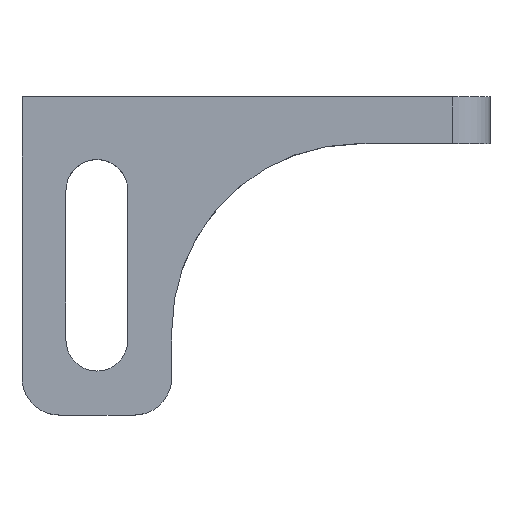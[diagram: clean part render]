
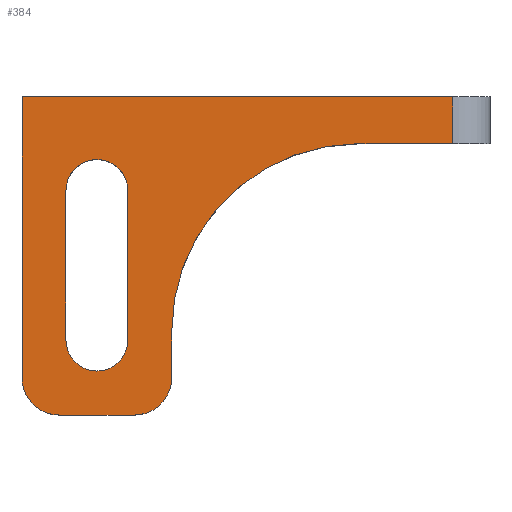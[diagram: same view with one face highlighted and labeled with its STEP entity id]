
A CAD part, top view. The second image highlights one B-rep face of the part: STEP entity #384.
In plain terms, the highlighted planar face has unit normal (0, 0, 1).
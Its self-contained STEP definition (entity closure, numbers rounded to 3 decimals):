
#15=FACE_BOUND('',#61,.T.);
#24=PLANE('',#428);
#40=FACE_OUTER_BOUND('',#60,.T.);
#60=EDGE_LOOP('',(#303,#304,#305,#306,#307,#308,#309,#310,#311));
#61=EDGE_LOOP('',(#312,#313,#314,#315));
#71=LINE('',#563,#107);
#76=LINE('',#575,#112);
#86=LINE('',#620,#122);
#92=LINE('',#672,#128);
#95=LINE('',#677,#131);
#96=LINE('',#680,#132);
#97=LINE('',#686,#133);
#98=LINE('',#689,#134);
#107=VECTOR('',#451,10.);
#112=VECTOR('',#462,10.);
#122=VECTOR('',#488,10.);
#128=VECTOR('',#508,10.);
#131=VECTOR('',#513,10.);
#132=VECTOR('',#516,10.);
#133=VECTOR('',#521,10.);
#134=VECTOR('',#524,10.);
#152=CIRCLE('',#426,2.);
#153=CIRCLE('',#429,2.);
#154=CIRCLE('',#430,10.);
#155=CIRCLE('',#431,1.65);
#156=CIRCLE('',#432,1.65);
#161=VERTEX_POINT('',#560);
#162=VERTEX_POINT('',#562);
#166=VERTEX_POINT('',#574);
#176=VERTEX_POINT('',#617);
#177=VERTEX_POINT('',#619);
#185=VERTEX_POINT('',#665);
#186=VERTEX_POINT('',#667);
#187=VERTEX_POINT('',#671);
#189=VERTEX_POINT('',#679);
#190=VERTEX_POINT('',#682);
#191=VERTEX_POINT('',#683);
#192=VERTEX_POINT('',#685);
#193=VERTEX_POINT('',#687);
#198=EDGE_CURVE('',#161,#162,#71,.T.);
#204=EDGE_CURVE('',#166,#162,#76,.T.);
#219=EDGE_CURVE('',#176,#177,#86,.T.);
#229=EDGE_CURVE('',#185,#186,#152,.T.);
#231=EDGE_CURVE('',#186,#187,#92,.T.);
#234=EDGE_CURVE('',#177,#161,#95,.T.);
#235=EDGE_CURVE('',#187,#176,#153,.T.);
#236=EDGE_CURVE('',#189,#185,#96,.T.);
#237=EDGE_CURVE('',#166,#189,#154,.T.);
#238=EDGE_CURVE('',#190,#191,#155,.T.);
#239=EDGE_CURVE('',#192,#190,#97,.T.);
#240=EDGE_CURVE('',#193,#192,#156,.T.);
#241=EDGE_CURVE('',#191,#193,#98,.T.);
#303=ORIENTED_EDGE('',*,*,#198,.F.);
#304=ORIENTED_EDGE('',*,*,#234,.F.);
#305=ORIENTED_EDGE('',*,*,#219,.F.);
#306=ORIENTED_EDGE('',*,*,#235,.F.);
#307=ORIENTED_EDGE('',*,*,#231,.F.);
#308=ORIENTED_EDGE('',*,*,#229,.F.);
#309=ORIENTED_EDGE('',*,*,#236,.F.);
#310=ORIENTED_EDGE('',*,*,#237,.F.);
#311=ORIENTED_EDGE('',*,*,#204,.T.);
#312=ORIENTED_EDGE('',*,*,#238,.F.);
#313=ORIENTED_EDGE('',*,*,#239,.F.);
#314=ORIENTED_EDGE('',*,*,#240,.F.);
#315=ORIENTED_EDGE('',*,*,#241,.F.);
#384=ADVANCED_FACE('',(#40,#15),#24,.F.);
#426=AXIS2_PLACEMENT_3D('',#668,#503,#504);
#428=AXIS2_PLACEMENT_3D('',#676,#511,#512);
#429=AXIS2_PLACEMENT_3D('',#678,#514,#515);
#430=AXIS2_PLACEMENT_3D('',#681,#517,#518);
#431=AXIS2_PLACEMENT_3D('',#684,#519,#520);
#432=AXIS2_PLACEMENT_3D('',#688,#522,#523);
#451=DIRECTION('',(0.,-1.,0.));
#462=DIRECTION('',(1.,0.,0.));
#488=DIRECTION('',(0.,1.,0.));
#503=DIRECTION('center_axis',(0.,0.,
-1.));
#504=DIRECTION('ref_axis',(0.707,-0.707,0.));
#508=DIRECTION('',(-1.,0.,0.));
#511=DIRECTION('center_axis',(0.,0.,
-1.));
#512=DIRECTION('ref_axis',(-1.,0.,0.));
#513=DIRECTION('',(1.,0.,0.));
#514=DIRECTION('center_axis',(0.,0.,
-1.));
#515=DIRECTION('ref_axis',(-0.707,-0.707,0.));
#516=DIRECTION('',(0.,-1.,0.));
#517=DIRECTION('center_axis',(0.,0.,
1.));
#518=DIRECTION('ref_axis',(-0.707,0.707,0.));
#519=DIRECTION('center_axis',(0.,0.,
1.));
#520=DIRECTION('ref_axis',(-1.,0.,0.));
#521=DIRECTION('',(0.,1.,0.));
#522=DIRECTION('center_axis',(0.,0.,
1.));
#523=DIRECTION('ref_axis',(1.,0.,0.));
#524=DIRECTION('',(0.,-1.,0.));
#560=CARTESIAN_POINT('',(-202.5,54.45,-24.));
#562=CARTESIAN_POINT('',(-202.5,51.95,-24.));
#563=CARTESIAN_POINT('',(-202.5,50.2,-24.));
#574=CARTESIAN_POINT('',(-207.5,51.95,-24.));
#575=CARTESIAN_POINT('',(-225.5,51.95,-24.));
#617=CARTESIAN_POINT('',(-225.5,39.45,-24.));
#619=CARTESIAN_POINT('',(-225.5,54.45,-24.));
#620=CARTESIAN_POINT('',(-225.5,37.45,-24.));
#665=CARTESIAN_POINT('',(-217.5,39.45,-24.));
#667=CARTESIAN_POINT('',(-219.5,37.45,-24.));
#668=CARTESIAN_POINT('Origin',(-219.5,39.45,-24.));
#671=CARTESIAN_POINT('',(-223.5,37.45,-24.));
#672=CARTESIAN_POINT('',(-217.5,37.45,-24.));
#676=CARTESIAN_POINT('Origin',(-213.,45.95,-24.));
#677=CARTESIAN_POINT('',(-225.5,54.45,-24.));
#678=CARTESIAN_POINT('Origin',(-223.5,39.45,-24.));
#679=CARTESIAN_POINT('',(-217.5,41.95,-24.));
#680=CARTESIAN_POINT('',(-217.5,54.45,-24.));
#681=CARTESIAN_POINT('Origin',(-207.5,41.95,-24.));
#682=CARTESIAN_POINT('',(-219.85,49.45,-24.));
#683=CARTESIAN_POINT('',(-223.15,49.45,-24.));
#684=CARTESIAN_POINT('Origin',(-221.5,49.45,-24.));
#685=CARTESIAN_POINT('',(-219.85,41.45,-24.));
#686=CARTESIAN_POINT('',(-219.85,49.45,-24.));
#687=CARTESIAN_POINT('',(-223.15,41.45,-24.));
#688=CARTESIAN_POINT('Origin',(-221.5,41.45,-24.));
#689=CARTESIAN_POINT('',(-223.15,41.45,-24.));
